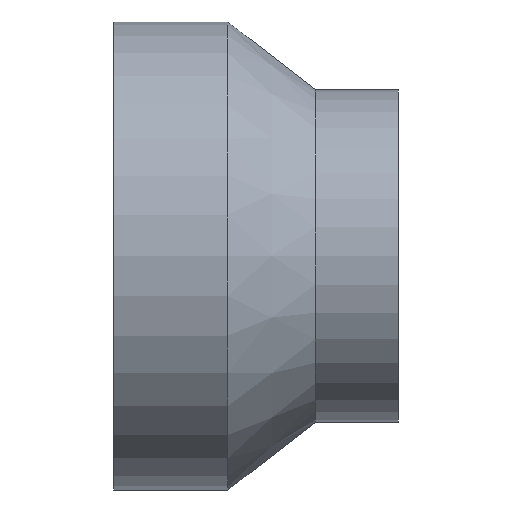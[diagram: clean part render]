
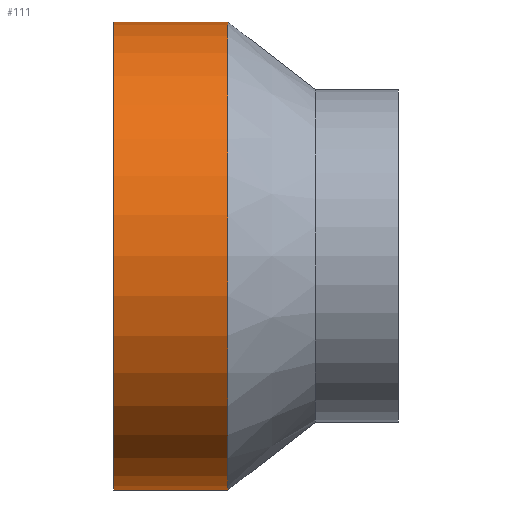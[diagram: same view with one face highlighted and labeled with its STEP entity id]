
A CAD part, top view. The second image highlights one B-rep face of the part: STEP entity #111.
In plain terms, the highlighted cylindrical face has radius 112.5 mm (diameter 225 mm), a partial arc.
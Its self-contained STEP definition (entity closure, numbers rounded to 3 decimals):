
#89 = EDGE_CURVE( '', #137, #113, #223, .T. );
#105 = EDGE_CURVE( '', #113, #135, #243, .T. );
#111 = ADVANCED_FACE( '', ( #250 ), #251, .T. );
#113 = VERTEX_POINT( '', #253 );
#129 = EDGE_CURVE( '', #147, #135, #269, .T. );
#135 = VERTEX_POINT( '', #275 );
#137 = VERTEX_POINT( '', #277 );
#147 = VERTEX_POINT( '', #289 );
#171 = EDGE_CURVE( '', #147, #137, #316, .T. );
#223 = CIRCLE( '', #366, 112.5 );
#243 = LINE( '', #389, #390 );
#250 = FACE_OUTER_BOUND( '', #399, .T. );
#251 = CYLINDRICAL_SURFACE( '', #400, 112.5 );
#253 = CARTESIAN_POINT( '', ( 55., 112.5, 0. ) );
#269 = CIRCLE( '', #427, 112.5 );
#275 = CARTESIAN_POINT( '', ( 0., 112.5, 0. ) );
#277 = CARTESIAN_POINT( '', ( 55., -112.5, 0. ) );
#289 = CARTESIAN_POINT( '', ( 0., -112.5, 0. ) );
#316 = LINE( '', #486, #487 );
#366 = AXIS2_PLACEMENT_3D( '', #536, #537, #538 );
#389 = CARTESIAN_POINT( '', ( 27.5, 112.5, 0. ) );
#390 = VECTOR( '', #577, 1. );
#399 = EDGE_LOOP( '', ( #588, #589, #590, #591 ) );
#400 = AXIS2_PLACEMENT_3D( '', #592, #593, #594 );
#427 = AXIS2_PLACEMENT_3D( '', #604, #605, #606 );
#486 = CARTESIAN_POINT( '', ( 27.5, -112.5, 0. ) );
#487 = VECTOR( '', #657, 1. );
#536 = CARTESIAN_POINT( '', ( 55., 0., 0. ) );
#537 = DIRECTION( '', ( -1., 0., 0. ) );
#538 = DIRECTION( '', ( 0., 1., 0. ) );
#577 = DIRECTION( '', ( -1., 0., 0. ) );
#588 = ORIENTED_EDGE( '', *, *, #105, .T. );
#589 = ORIENTED_EDGE( '', *, *, #129, .F. );
#590 = ORIENTED_EDGE( '', *, *, #171, .T. );
#591 = ORIENTED_EDGE( '', *, *, #89, .T. );
#592 = CARTESIAN_POINT( '', ( 27.5, 0., 0. ) );
#593 = DIRECTION( '', ( 1., 0., 0. ) );
#594 = DIRECTION( '', ( 0., 1., 0. ) );
#604 = CARTESIAN_POINT( '', ( 0., 0., 0. ) );
#605 = DIRECTION( '', ( -1., 0., 0. ) );
#606 = DIRECTION( '', ( 0., 1., 0. ) );
#657 = DIRECTION( '', ( 1., 0., 0. ) );
